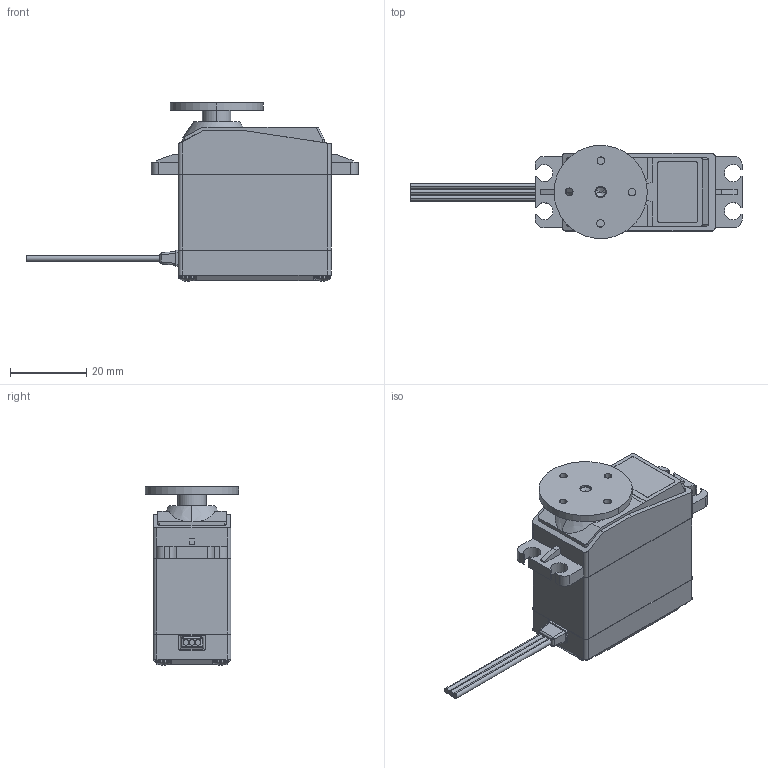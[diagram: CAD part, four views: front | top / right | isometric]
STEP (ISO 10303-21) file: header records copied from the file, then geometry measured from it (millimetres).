
FILE_DESCRIPTION((''),'2;1');
FILE_NAME('SERVO_AND_DISK_ASM','2023-06-22T10:42:48',('Lenovo'),(''),'CREO PARAMETRIC BY PTC INC, 2022073','CREO PARAMETRIC BY PTC INC, 2022073','');
FILE_SCHEMA(('CONFIG_CONTROL_DESIGN'));
Length unit declared in the file: millimetre
Products named in the file (3): SERVO; SERVO_DISK; SERVO_AND_DISK_ASM
Assembly tree (2 placements, depth 2):
  SERVO_AND_DISK_ASM
    SERVO
    SERVO_DISK
Bounding box: 87.25 x 24.5 x 46.91 mm (x, y, z)
Volume: 34404.4 mm3; surface area: 9437.9 mm2
Topology: 6 solids, 15 shells, 637 faces, 1681 edges, 1023 vertices
Faces by surface type: plane 220, cylinder 186, bspline 80, cone 57, torus 48, sphere 44, extrusion 2
Entity records: 27112 total; most frequent: CARTESIAN_POINT 12422, ORIENTED_EDGE 3224, DIRECTION 2825, EDGE_CURVE 1627, AXIS2_PLACEMENT_3D 1104, VERTEX_POINT 1023, EDGE_LOOP 658, FACE_OUTER_BOUND 637
